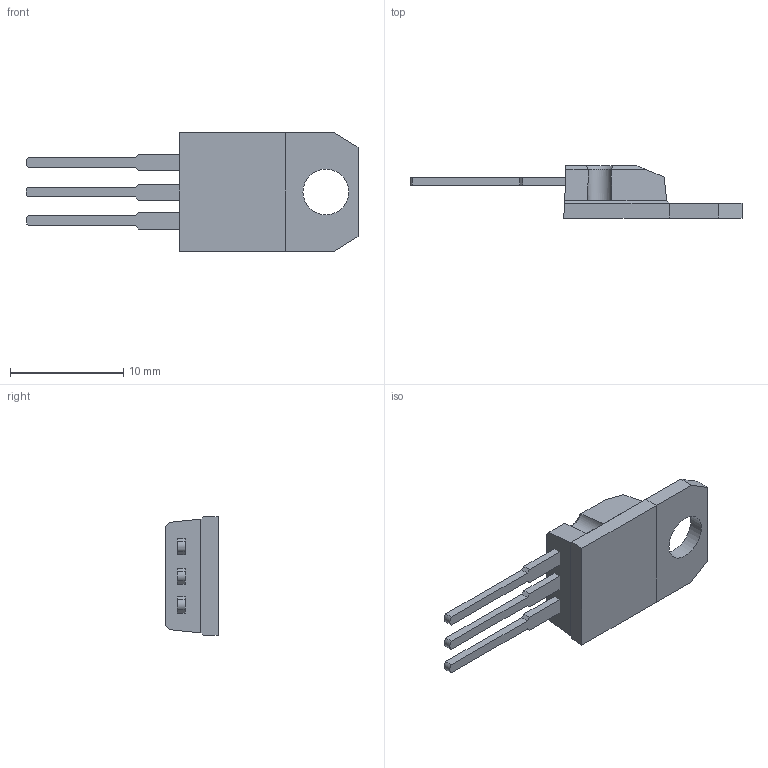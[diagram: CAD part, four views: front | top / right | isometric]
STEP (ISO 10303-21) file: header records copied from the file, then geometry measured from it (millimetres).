
FILE_DESCRIPTION(/* description */ (''),/* implementation_level */ '2;1');
FILE_NAME(/* name */ 'STP55NF06 v6.step',/* time_stamp */ '2019-07-09T12:16:38+01:00',/* author */ (''),/* organization */ (''),/* preprocessor_version */ 'ST-DEVELOPER v18',/* originating_system */ 'Autodesk Translation Framework v8.2.0.1029',/* authorisation */ '');
FILE_SCHEMA (('AUTOMOTIVE_DESIGN { 1 0 10303 214 3 1 1 }'));
Length unit declared in the file: millimetre
Products named in the file (1): STP55NF06
Bounding box: 29.29 x 4.62 x 10.44 mm (x, y, z)
Volume: 490.1 mm3; surface area: 637.2 mm2
Topology: 4 solids, 4 shells, 252 faces, 684 edges, 452 vertices
Faces by surface type: plane 123, bspline 121, cylinder 6, cone 2
Full cylindrical faces by diameter (mm): 4.035 x1
Entity records: 9052 total; most frequent: CARTESIAN_POINT 3460, ORIENTED_EDGE 1368, DIRECTION 720, EDGE_CURVE 684, VERTEX_POINT 452, LINE 416, VECTOR 416, EDGE_LOOP 266
